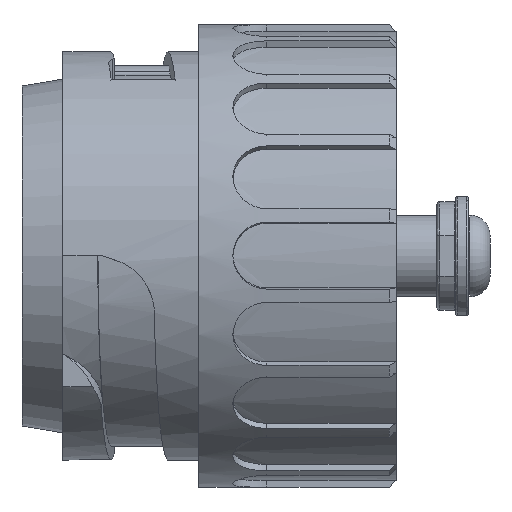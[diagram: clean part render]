
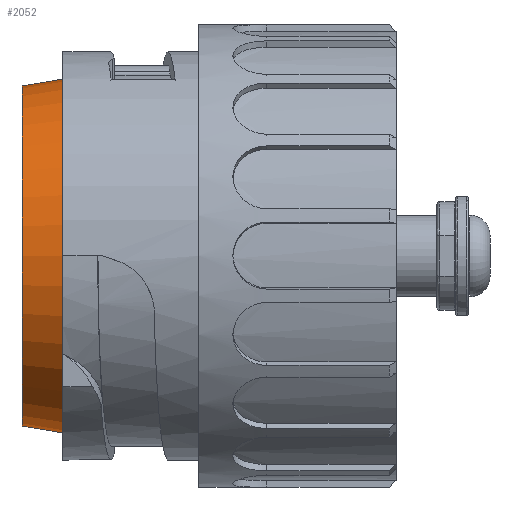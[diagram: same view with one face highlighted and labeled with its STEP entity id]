
A CAD part, top view. The second image highlights one B-rep face of the part: STEP entity #2052.
In plain terms, the highlighted conical face has half-angle 9.462 degrees and reference radius 12.5 mm.
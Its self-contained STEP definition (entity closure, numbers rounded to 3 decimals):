
#1483=CONICAL_SURFACE('',#5103,12.5,9.462);
#1505=FACE_BOUND('',#2539,.T.);
#1506=FACE_BOUND('',#2540,.T.);
#1615=CIRCLE('',#5100,13.);
#1616=CIRCLE('',#5102,12.5);
#2052=ADVANCED_FACE('',(#1505,#1506),#1483,.T.);
#2539=EDGE_LOOP('',(#3438));
#2540=EDGE_LOOP('',(#3439));
#3438=ORIENTED_EDGE('',*,*,#4354,.F.);
#3439=ORIENTED_EDGE('',*,*,#4355,.T.);
#3891=VERTEX_POINT('',#7706);
#3892=VERTEX_POINT('',#7709);
#4354=EDGE_CURVE('',#3891,#3891,#1615,.T.);
#4355=EDGE_CURVE('',#3892,#3892,#1616,.T.);
#5100=AXIS2_PLACEMENT_3D('',#7705,#5871,#5872);
#5102=AXIS2_PLACEMENT_3D('',#7708,#5875,#5876);
#5103=AXIS2_PLACEMENT_3D('',#7710,#5877,#5878);
#5871=DIRECTION('',(1.,0.,0.));
#5872=DIRECTION('',(0.,1.,0.));
#5875=DIRECTION('',(1.,0.,0.));
#5876=DIRECTION('',(0.,1.,0.));
#5877=DIRECTION('',(1.,0.,0.));
#5878=DIRECTION('',(0.,1.,0.));
#7705=CARTESIAN_POINT('',(3.,0.,0.));
#7706=CARTESIAN_POINT('',(3.,13.,0.));
#7708=CARTESIAN_POINT('',(0.,0.,0.));
#7709=CARTESIAN_POINT('',(0.,12.5,0.));
#7710=CARTESIAN_POINT('',(0.,0.,0.));
